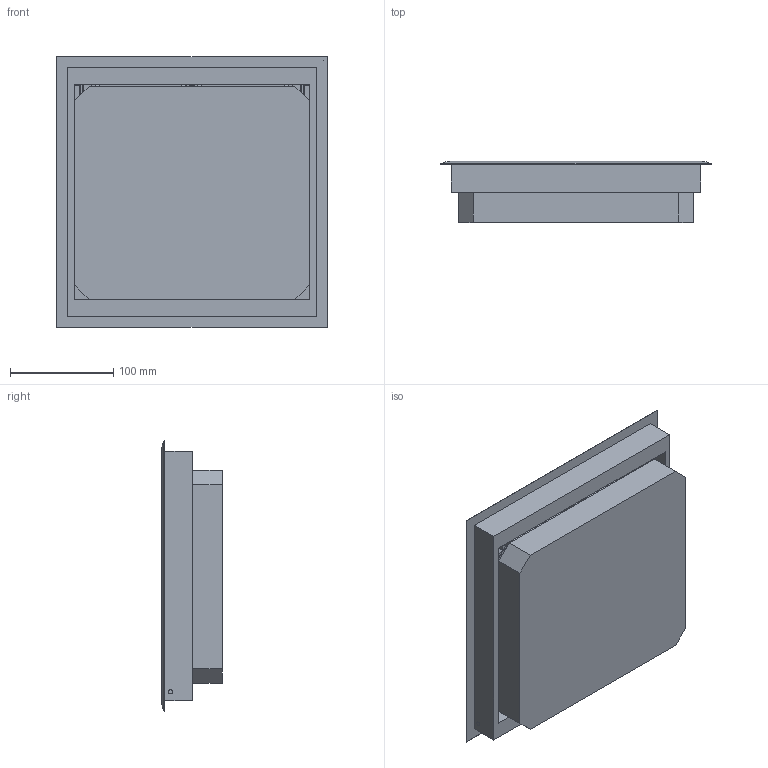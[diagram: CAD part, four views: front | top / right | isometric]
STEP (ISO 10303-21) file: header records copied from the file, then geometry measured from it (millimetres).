
FILE_DESCRIPTION (( 'STEP AP214' ), '1' );
FILE_NAME ('7405039.STEP', '2025-02-14T08:46:18', ( '' ), ( '' ), 'SwSTEP 2.0', 'SolidWorks 2024', '' );
FILE_SCHEMA (( 'AUTOMOTIVE_DESIGN' ));
Length unit declared in the file: millimetre
Products named in the file (7): 30788A1_Standard; 42922A_Standard; 012239_Standard; 42305D_Standard; 42947A_Standard; 7405039; 42923A_Standard
Assembly tree (7 placements, depth 3):
  7405039
    42922A_Standard
    42923A_Standard
    42305D_Standard
    30788A1_Standard  x2
      42947A_Standard
    012239_Standard
Bounding box: 263 x 59 x 263 mm (x, y, z)
Volume: 775087.3 mm3; surface area: 483156.1 mm2
Topology: 6 solids, 6 shells, 727 faces, 1898 edges, 1186 vertices
Faces by surface type: plane 362, cylinder 235, torus 54, bspline 36, cone 24, sphere 16
Entity records: 22709 total; most frequent: CARTESIAN_POINT 5690, ORIENTED_EDGE 3656, DIRECTION 3412, EDGE_CURVE 1828, AXIS2_PLACEMENT_3D 1168, VERTEX_POINT 1150, VECTOR 1076, LINE 1076
